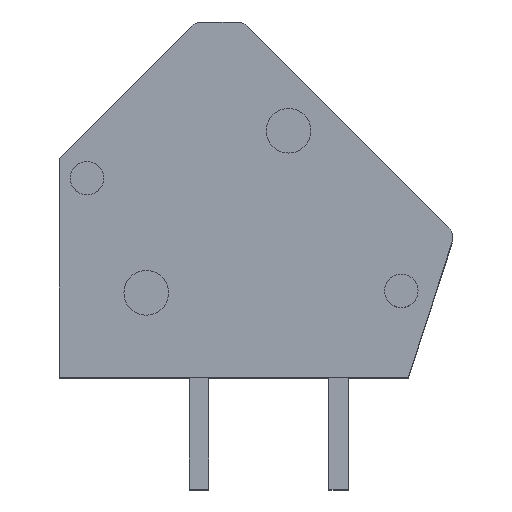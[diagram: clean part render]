
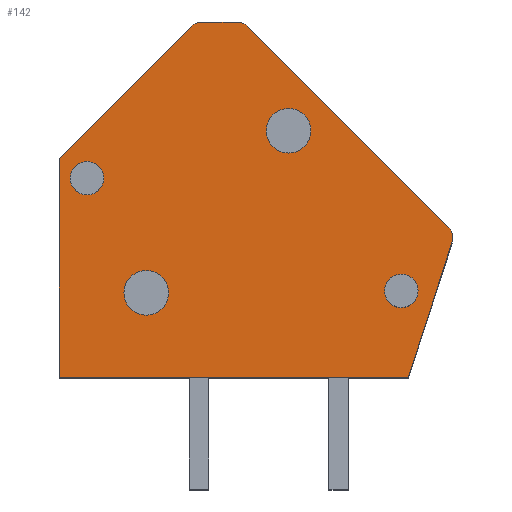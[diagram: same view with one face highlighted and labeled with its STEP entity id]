
A CAD part, top view. The second image highlights one B-rep face of the part: STEP entity #142.
In plain terms, the highlighted planar face has unit normal (0, 0, 1).
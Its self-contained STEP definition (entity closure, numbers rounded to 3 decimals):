
#142 = ADVANCED_FACE( '', ( #392, #393, #394, #395, #396 ), #397, .T. );
#392 = FACE_BOUND( '', #765, .T. );
#393 = FACE_BOUND( '', #766, .T. );
#394 = FACE_BOUND( '', #767, .T. );
#395 = FACE_BOUND( '', #768, .T. );
#396 = FACE_OUTER_BOUND( '', #769, .T. );
#397 = PLANE( '', #770 );
#765 = EDGE_LOOP( '', ( #1137 ) );
#766 = EDGE_LOOP( '', ( #1138 ) );
#767 = EDGE_LOOP( '', ( #1139 ) );
#768 = EDGE_LOOP( '', ( #1140 ) );
#769 = EDGE_LOOP( '', ( #1141, #1142, #1143, #1144, #1145, #1146, #1147, #1148, #1149 ) );
#770 = AXIS2_PLACEMENT_3D( '', #1150, #1151, #1152 );
#1137 = ORIENTED_EDGE( '', *, *, #2166, .F. );
#1138 = ORIENTED_EDGE( '', *, *, #2167, .F. );
#1139 = ORIENTED_EDGE( '', *, *, #2168, .F. );
#1140 = ORIENTED_EDGE( '', *, *, #2169, .F. );
#1141 = ORIENTED_EDGE( '', *, *, #2170, .T. );
#1142 = ORIENTED_EDGE( '', *, *, #2171, .T. );
#1143 = ORIENTED_EDGE( '', *, *, #2172, .T. );
#1144 = ORIENTED_EDGE( '', *, *, #2173, .T. );
#1145 = ORIENTED_EDGE( '', *, *, #2174, .T. );
#1146 = ORIENTED_EDGE( '', *, *, #2175, .T. );
#1147 = ORIENTED_EDGE( '', *, *, #2176, .T. );
#1148 = ORIENTED_EDGE( '', *, *, #2177, .T. );
#1149 = ORIENTED_EDGE( '', *, *, #2178, .T. );
#1150 = CARTESIAN_POINT( '', ( 8.585, 4.997, 23.5 ) );
#1151 = DIRECTION( '', ( 0., 0., 1. ) );
#1152 = DIRECTION( '', ( 1., 0., 0. ) );
#2166 = EDGE_CURVE( '', #2570, #2570, #2571, .T. );
#2167 = EDGE_CURVE( '', #2572, #2572, #2573, .T. );
#2168 = EDGE_CURVE( '', #2574, #2574, #2575, .T. );
#2169 = EDGE_CURVE( '', #2576, #2576, #2577, .T. );
#2170 = EDGE_CURVE( '', #2578, #2579, #2580, .T. );
#2171 = EDGE_CURVE( '', #2579, #2581, #2582, .T. );
#2172 = EDGE_CURVE( '', #2581, #2583, #2584, .T. );
#2173 = EDGE_CURVE( '', #2583, #2585, #2586, .T. );
#2174 = EDGE_CURVE( '', #2585, #2587, #2588, .T. );
#2175 = EDGE_CURVE( '', #2587, #2589, #2590, .T. );
#2176 = EDGE_CURVE( '', #2589, #2591, #2592, .T. );
#2177 = EDGE_CURVE( '', #2591, #2593, #2594, .T. );
#2178 = EDGE_CURVE( '', #2593, #2578, #2595, .T. );
#2570 = VERTEX_POINT( '', #3162 );
#2571 = CIRCLE( '', #3163, 0.8 );
#2572 = VERTEX_POINT( '', #3164 );
#2573 = CIRCLE( '', #3165, 0.6 );
#2574 = VERTEX_POINT( '', #3166 );
#2575 = CIRCLE( '', #3167, 0.6 );
#2576 = VERTEX_POINT( '', #3168 );
#2577 = CIRCLE( '', #3169, 0.8 );
#2578 = VERTEX_POINT( '', #3170 );
#2579 = VERTEX_POINT( '', #3171 );
#2580 = LINE( '', #3172, #3173 );
#2581 = VERTEX_POINT( '', #3174 );
#2582 = LINE( '', #3175, #3176 );
#2583 = VERTEX_POINT( '', #3177 );
#2584 = LINE( '', #3178, #3179 );
#2585 = VERTEX_POINT( '', #3180 );
#2586 = LINE( '', #3181, #3182 );
#2587 = VERTEX_POINT( '', #3183 );
#2588 = CIRCLE( '', #3184, 0.5 );
#2589 = VERTEX_POINT( '', #3185 );
#2590 = LINE( '', #3186, #3187 );
#2591 = VERTEX_POINT( '', #3188 );
#2592 = CIRCLE( '', #3189, 0.5 );
#2593 = VERTEX_POINT( '', #3190 );
#2594 = LINE( '', #3191, #3192 );
#2595 = CIRCLE( '', #3193, 0.5 );
#3162 = CARTESIAN_POINT( '', ( 4.01, 8.818, 23.5 ) );
#3163 = AXIS2_PLACEMENT_3D( '', #3996, #3997, #3998 );
#3164 = CARTESIAN_POINT( '', ( -3.403, 7.121, 23.5 ) );
#3165 = AXIS2_PLACEMENT_3D( '', #3999, #4000, #4001 );
#3166 = CARTESIAN_POINT( '', ( 7.84, 3.09, 23.5 ) );
#3167 = AXIS2_PLACEMENT_3D( '', #4002, #4003, #4004 );
#3168 = CARTESIAN_POINT( '', ( -1.082, 3.019, 23.5 ) );
#3169 = AXIS2_PLACEMENT_3D( '', #4005, #4006, #4007 );
#3170 = CARTESIAN_POINT( '', ( -0.26, 12.56, 23.5 ) );
#3171 = CARTESIAN_POINT( '', ( -5., 7.821, 23.5 ) );
#3172 = CARTESIAN_POINT( '', ( -0.26, 12.56, 23.5 ) );
#3173 = VECTOR( '', #4008, 1000. );
#3174 = CARTESIAN_POINT( '', ( -5., 0., 23.5 ) );
#3175 = CARTESIAN_POINT( '', ( -5., 7.821, 23.5 ) );
#3176 = VECTOR( '', #4009, 1000. );
#3177 = CARTESIAN_POINT( '', ( 7.488, 0., 23.5 ) );
#3178 = CARTESIAN_POINT( '', ( -5., 0., 23.5 ) );
#3179 = VECTOR( '', #4010, 1000. );
#3180 = CARTESIAN_POINT( '', ( 9.061, 4.843, 23.5 ) );
#3181 = CARTESIAN_POINT( '', ( 7.488, 0., 23.5 ) );
#3182 = VECTOR( '', #4011, 1000. );
#3183 = CARTESIAN_POINT( '', ( 8.939, 5.351, 23.5 ) );
#3184 = AXIS2_PLACEMENT_3D( '', #4012, #4013, #4014 );
#3185 = CARTESIAN_POINT( '', ( 1.73, 12.56, 23.5 ) );
#3186 = CARTESIAN_POINT( '', ( 8.939, 5.351, 23.5 ) );
#3187 = VECTOR( '', #4015, 1000. );
#3188 = CARTESIAN_POINT( '', ( 1.376, 12.707, 23.5 ) );
#3189 = AXIS2_PLACEMENT_3D( '', #4016, #4017, #4018 );
#3190 = CARTESIAN_POINT( '', ( 0.093, 12.707, 23.5 ) );
#3191 = CARTESIAN_POINT( '', ( 1.376, 12.707, 23.5 ) );
#3192 = VECTOR( '', #4019, 1000. );
#3193 = AXIS2_PLACEMENT_3D( '', #4020, #4021, #4022 );
#3996 = CARTESIAN_POINT( '', ( 3.21, 8.818, 23.5 ) );
#3997 = DIRECTION( '', ( 0., 0., 1. ) );
#3998 = DIRECTION( '', ( 1., 0., 0. ) );
#3999 = CARTESIAN_POINT( '', ( -4.003, 7.121, 23.5 ) );
#4000 = DIRECTION( '', ( 0., 0., 1. ) );
#4001 = DIRECTION( '', ( 1., 0., 0. ) );
#4002 = CARTESIAN_POINT( '', ( 7.24, 3.09, 23.5 ) );
#4003 = DIRECTION( '', ( 0., 0., 1. ) );
#4004 = DIRECTION( '', ( 1., 0., 0. ) );
#4005 = CARTESIAN_POINT( '', ( -1.882, 3.019, 23.5 ) );
#4006 = DIRECTION( '', ( 0., 0., 1. ) );
#4007 = DIRECTION( '', ( 1., 0., 0. ) );
#4008 = DIRECTION( '', ( -0.707, -0.707, 0. ) );
#4009 = DIRECTION( '', ( 0., -1., 0. ) );
#4010 = DIRECTION( '', ( 1., 0., 0. ) );
#4011 = DIRECTION( '', ( 0.309, 0.951, 0. ) );
#4012 = CARTESIAN_POINT( '', ( 8.585, 4.997, 23.5 ) );
#4013 = DIRECTION( '', ( 0., 0., 1. ) );
#4014 = DIRECTION( '', ( 1., 0., 0. ) );
#4015 = DIRECTION( '', ( -0.707, 0.707, 0. ) );
#4016 = CARTESIAN_POINT( '', ( 1.376, 12.207, 23.5 ) );
#4017 = DIRECTION( '', ( 0., 0., 1. ) );
#4018 = DIRECTION( '', ( 1., 0., 0. ) );
#4019 = DIRECTION( '', ( -1., 0., 0. ) );
#4020 = CARTESIAN_POINT( '', ( 0.093, 12.207, 23.5 ) );
#4021 = DIRECTION( '', ( 0., 0., 1. ) );
#4022 = DIRECTION( '', ( 1., 0., 0. ) );
